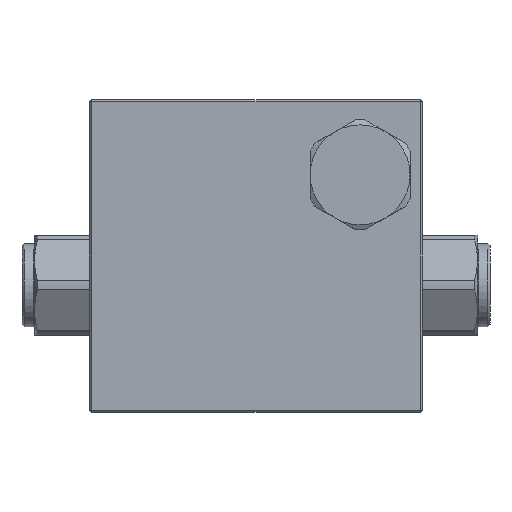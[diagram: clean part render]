
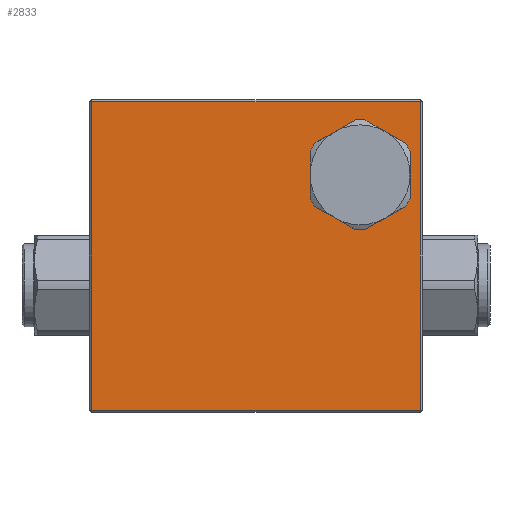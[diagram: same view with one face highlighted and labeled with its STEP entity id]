
A CAD part, front view. The second image highlights one B-rep face of the part: STEP entity #2833.
In plain terms, the highlighted planar face has unit normal (0, -1, 0).
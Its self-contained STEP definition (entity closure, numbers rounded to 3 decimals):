
#113=LINE('',#5719,#251);
#114=LINE('',#5722,#252);
#115=LINE('',#5724,#253);
#116=LINE('',#5726,#254);
#251=VECTOR('',#3713,1000.);
#252=VECTOR('',#3714,1000.);
#253=VECTOR('',#3715,1000.);
#254=VECTOR('',#3716,1000.);
#441=PLANE('',#3118);
#895=ORIENTED_EDGE('',*,*,#1291,.T.);
#896=ORIENTED_EDGE('',*,*,#1292,.T.);
#897=ORIENTED_EDGE('',*,*,#1293,.T.);
#898=ORIENTED_EDGE('',*,*,#1294,.T.);
#899=ORIENTED_EDGE('',*,*,#1295,.T.);
#1291=EDGE_CURVE('',#1538,#1538,#1698,.T.);
#1292=EDGE_CURVE('',#1539,#1540,#113,.T.);
#1293=EDGE_CURVE('',#1540,#1541,#114,.T.);
#1294=EDGE_CURVE('',#1541,#1542,#115,.T.);
#1295=EDGE_CURVE('',#1542,#1539,#116,.T.);
#1538=VERTEX_POINT('',#5718);
#1539=VERTEX_POINT('',#5720);
#1540=VERTEX_POINT('',#5721);
#1541=VERTEX_POINT('',#5723);
#1542=VERTEX_POINT('',#5725);
#1698=CIRCLE('',#3119,8.7);
#1867=EDGE_LOOP('',(#895));
#1868=EDGE_LOOP('',(#896,#897,#898,#899));
#2095=FACE_BOUND('',#1867,.T.);
#2096=FACE_BOUND('',#1868,.T.);
#2833=ADVANCED_FACE('',(#2095,#2096),#441,.T.);
#3118=AXIS2_PLACEMENT_3D('',#5716,#3709,#3710);
#3119=AXIS2_PLACEMENT_3D('',#5717,#3711,#3712);
#3709=DIRECTION('',(0.,-1.,0.));
#3710=DIRECTION('',(0.,0.,-1.));
#3711=DIRECTION('',(0.,1.,0.));
#3712=DIRECTION('',(1.,0.,0.));
#3713=DIRECTION('',(0.,0.,1.));
#3714=DIRECTION('',(-1.,0.,0.));
#3715=DIRECTION('',(0.,0.,-1.));
#3716=DIRECTION('',(1.,0.,0.));
#5716=CARTESIAN_POINT('',(0.,-15.,0.));
#5717=CARTESIAN_POINT('',(25.,-15.,19.5));
#5718=CARTESIAN_POINT('',(33.7,-15.,19.5));
#5719=CARTESIAN_POINT('',(39.5,-15.,37.5));
#5720=CARTESIAN_POINT('',(39.5,-15.,-37.));
#5721=CARTESIAN_POINT('',(39.5,-15.,37.));
#5722=CARTESIAN_POINT('',(-40.,-15.,37.));
#5723=CARTESIAN_POINT('',(-39.5,-15.,37.));
#5724=CARTESIAN_POINT('',(-39.5,-15.,-37.5));
#5725=CARTESIAN_POINT('',(-39.5,-15.,-37.));
#5726=CARTESIAN_POINT('',(40.,-15.,-37.));
